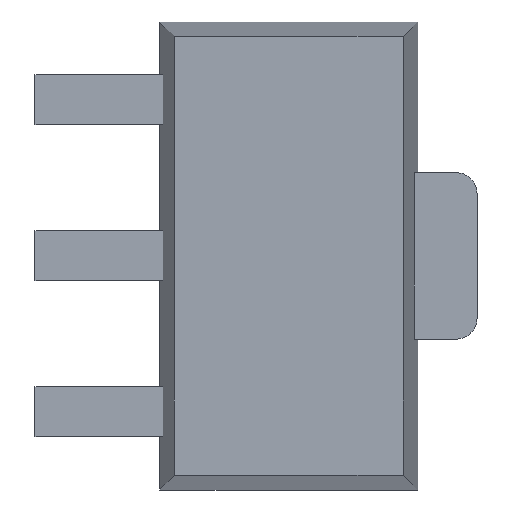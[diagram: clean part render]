
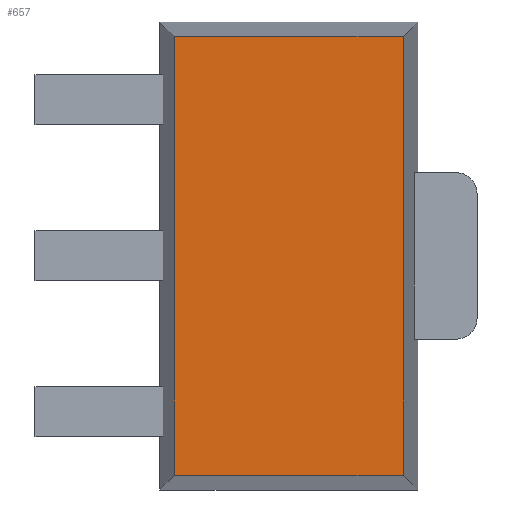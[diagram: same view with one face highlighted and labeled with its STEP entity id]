
A CAD part, top view. The second image highlights one B-rep face of the part: STEP entity #657.
In plain terms, the highlighted planar face has unit normal (0, 0, 1).
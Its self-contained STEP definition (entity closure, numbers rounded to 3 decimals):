
#43=FACE_OUTER_BOUND('',#81,.T.);
#81=EDGE_LOOP('',(#493,#494,#495,#496));
#136=LINE('',#963,#222);
#139=LINE('',#969,#225);
#141=LINE('',#972,#227);
#142=LINE('',#974,#228);
#222=VECTOR('',#779,4.22);
#225=VECTOR('',#784,4.22);
#227=VECTOR('',#788,2.2);
#228=VECTOR('',#791,2.2);
#299=VERTEX_POINT('',#960);
#300=VERTEX_POINT('',#962);
#301=VERTEX_POINT('',#966);
#302=VERTEX_POINT('',#968);
#368=EDGE_CURVE('',#299,#300,#136,.T.);
#371=EDGE_CURVE('',#301,#302,#139,.T.);
#373=EDGE_CURVE('',#300,#301,#141,.T.);
#374=EDGE_CURVE('',#302,#299,#142,.T.);
#493=ORIENTED_EDGE('',*,*,#371,.F.);
#494=ORIENTED_EDGE('',*,*,#373,.F.);
#495=ORIENTED_EDGE('',*,*,#368,.F.);
#496=ORIENTED_EDGE('',*,*,#374,.F.);
#621=PLANE('',#700);
#657=ADVANCED_FACE('',(#43),#621,.F.);
#700=AXIS2_PLACEMENT_3D('',#975,#792,#793);
#779=DIRECTION('',(0.,1.,0.));
#784=DIRECTION('',(0.,-1.,0.));
#788=DIRECTION('',(1.,0.,0.));
#791=DIRECTION('',(-1.,0.,0.));
#792=DIRECTION('center_axis',(0.,0.,-1.));
#793=DIRECTION('ref_axis',(1.,0.,0.));
#960=CARTESIAN_POINT('',(-1.1,-2.11,1.6));
#962=CARTESIAN_POINT('',(-1.1,2.11,1.6));
#963=CARTESIAN_POINT('',(-1.1,0.,1.6));
#966=CARTESIAN_POINT('',(1.1,2.11,1.6));
#968=CARTESIAN_POINT('',(1.1,-2.11,1.6));
#969=CARTESIAN_POINT('',(1.1,0.,1.6));
#972=CARTESIAN_POINT('',(0.,2.11,1.6));
#974=CARTESIAN_POINT('',(0.,-2.11,1.6));
#975=CARTESIAN_POINT('Origin',(0.,0.,1.6));
